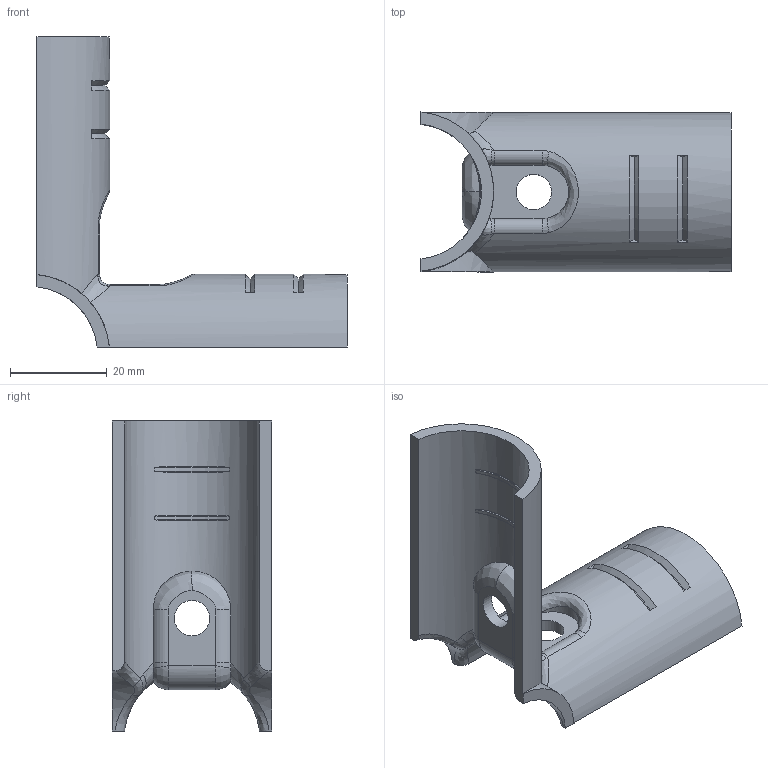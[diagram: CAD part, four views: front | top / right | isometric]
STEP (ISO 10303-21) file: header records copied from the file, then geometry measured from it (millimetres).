
FILE_DESCRIPTION(/* description */ (''),/* implementation_level */ '2;1');
FILE_NAME(/* name */ 'M-002-S Grundverbinder in Eckform Innenschale.stp',/* time_stamp */ '2020-08-11T19:11:46+02:00',/* author */ ('jmaun'),/* organization */ (''),/* preprocessor_version */ 'ST-DEVELOPER v17',/* originating_system */ 'Autodesk Inventor 2019',/* authorisation */ '');
FILE_SCHEMA (('AUTOMOTIVE_DESIGN { 1 0 10303 214 3 1 1 }'));
Length unit declared in the file: millimetre
Products named in the file (1): D-2
Bounding box: 64 x 33 x 64 mm (x, y, z)
Volume: 12070 mm3; surface area: 10684.1 mm2
Topology: 1 solids, 1 shells, 105 faces, 263 edges, 168 vertices
Faces by surface type: bspline 33, plane 30, cylinder 26, torus 8, cone 8
Full cylindrical faces by diameter (mm): 7.3 x2
Entity records: 7172 total; most frequent: CARTESIAN_POINT 4706, ORIENTED_EDGE 526, DIRECTION 426, EDGE_CURVE 263, AXIS2_PLACEMENT_3D 172, VERTEX_POINT 168, EDGE_LOOP 117, STYLED_ITEM 106
